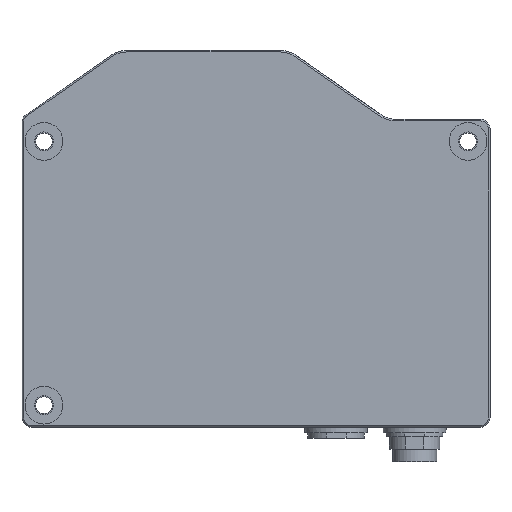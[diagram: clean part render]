
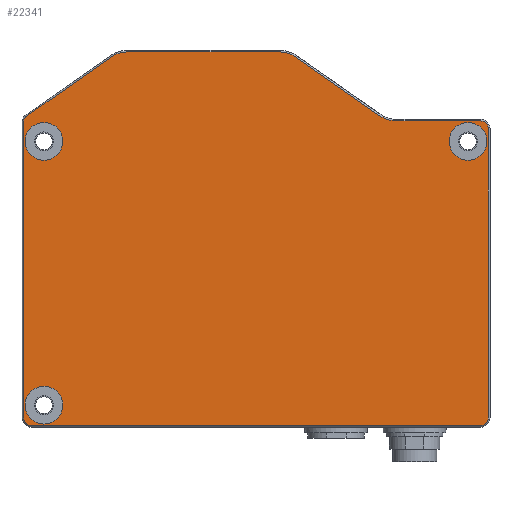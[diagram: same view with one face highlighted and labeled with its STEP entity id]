
A CAD part, left-side view. The second image highlights one B-rep face of the part: STEP entity #22341.
In plain terms, the highlighted planar face has unit normal (-1, 0, 0).
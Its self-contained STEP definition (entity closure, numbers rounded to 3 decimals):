
#2379=DIRECTION('',(0.,-1.,0.));
#2380=VECTOR('',#2379,26.627);
#2381=CARTESIAN_POINT('',(-17.25,-63.373,6.5));
#2382=LINE('',#2381,#2380);
#2400=DIRECTION('',(0.,0.,-1.));
#2401=VECTOR('',#2400,92.);
#2402=CARTESIAN_POINT('',(-17.25,-92.5,4.));
#2403=LINE('',#2402,#2401);
#2425=DIRECTION('',(0.,1.,0.));
#2426=VECTOR('',#2425,143.);
#2427=CARTESIAN_POINT('',(-17.25,-90.,-90.5));
#2428=LINE('',#2427,#2426);
#2709=DIRECTION('',(0.,0.,1.));
#2710=VECTOR('',#2709,94.015);
#2711=CARTESIAN_POINT('',(-17.25,55.5,-88.));
#2712=LINE('',#2711,#2710);
#2743=DIRECTION('',(0.,-1.,0.));
#2744=VECTOR('',#2743,48.348);
#2745=CARTESIAN_POINT('',(-17.25,22.402,28.5));
#2746=LINE('',#2745,#2744);
#2781=DIRECTION('',(0.,0.819,0.574));
#2782=VECTOR('',#2781,32.349);
#2783=CARTESIAN_POINT('',(-17.25,-57.623,8.313));
#2784=LINE('',#2783,#2782);
#2785=CARTESIAN_POINT('',(-17.25,-63.373,16.525));
#2786=DIRECTION('',(1.,0.,0.));
#2787=DIRECTION('',(0.,0.,-1.));
#2788=AXIS2_PLACEMENT_3D('',#2785,#2786,#2787);
#2790=CARTESIAN_POINT('',(-17.25,-90.,4.));
#2791=DIRECTION('',(-1.,0.,0.));
#2792=DIRECTION('',(0.,-1.,0.));
#2793=AXIS2_PLACEMENT_3D('',#2790,#2791,#2792);
#2795=CARTESIAN_POINT('',(-17.25,-90.,-88.));
#2796=DIRECTION('',(-1.,0.,0.));
#2797=DIRECTION('',(0.,0.,-1.));
#2798=AXIS2_PLACEMENT_3D('',#2795,#2796,#2797);
#2800=CARTESIAN_POINT('',(-17.25,53.,-88.));
#2801=DIRECTION('',(-1.,0.,0.));
#2802=DIRECTION('',(0.,1.,0.));
#2803=AXIS2_PLACEMENT_3D('',#2800,#2801,#2802);
#2805=CARTESIAN_POINT('',(-17.25,53.,6.015));
#2806=DIRECTION('',(-1.,0.,0.));
#2807=DIRECTION('',(0.,0.574,0.819));
#2808=AXIS2_PLACEMENT_3D('',#2805,#2806,#2807);
#2810=DIRECTION('',(0.,0.819,-0.574));
#2811=VECTOR('',#2810,32.785);
#2812=CARTESIAN_POINT('',(-17.25,27.578,26.868));
#2813=LINE('',#2812,#2811);
#2814=CARTESIAN_POINT('',(-17.25,22.402,19.475));
#2815=DIRECTION('',(-1.,0.,0.));
#2816=DIRECTION('',(0.,0.,1.));
#2817=AXIS2_PLACEMENT_3D('',#2814,#2815,#2816);
#2819=CARTESIAN_POINT('',(-17.25,-25.947,19.475));
#2820=DIRECTION('',(-1.,0.,0.));
#2821=DIRECTION('',(0.,-0.574,0.819));
#2822=AXIS2_PLACEMENT_3D('',#2819,#2820,#2821);
#2824=CARTESIAN_POINT('',(-17.25,49.,-84.));
#2825=DIRECTION('',(1.,0.,0.));
#2826=DIRECTION('',(0.,0.,-1.));
#2827=AXIS2_PLACEMENT_3D('',#2824,#2825,#2826);
#2829=CARTESIAN_POINT('',(-17.25,49.,-84.));
#2830=DIRECTION('',(1.,0.,0.));
#2831=DIRECTION('',(0.,0.,1.));
#2832=AXIS2_PLACEMENT_3D('',#2829,#2830,#2831);
#2834=CARTESIAN_POINT('',(-17.25,49.,0.));
#2835=DIRECTION('',(1.,0.,0.));
#2836=DIRECTION('',(0.,0.,-1.));
#2837=AXIS2_PLACEMENT_3D('',#2834,#2835,#2836);
#2839=CARTESIAN_POINT('',(-17.25,49.,0.));
#2840=DIRECTION('',(1.,0.,0.));
#2841=DIRECTION('',(0.,0.,1.));
#2842=AXIS2_PLACEMENT_3D('',#2839,#2840,#2841);
#2844=CARTESIAN_POINT('',(-17.25,-86.,0.));
#2845=DIRECTION('',(1.,0.,0.));
#2846=DIRECTION('',(0.,0.,-1.));
#2847=AXIS2_PLACEMENT_3D('',#2844,#2845,#2846);
#2849=CARTESIAN_POINT('',(-17.25,-86.,0.));
#2850=DIRECTION('',(1.,0.,0.));
#2851=DIRECTION('',(0.,0.,1.));
#2852=AXIS2_PLACEMENT_3D('',#2849,#2850,#2851);
#17535=CARTESIAN_POINT('',(-17.25,-92.5,4.));
#17536=CARTESIAN_POINT('',(-17.25,-90.,6.5));
#17537=VERTEX_POINT('',#17535);
#17538=VERTEX_POINT('',#17536);
#17693=CARTESIAN_POINT('',(-17.25,-92.5,-88.));
#17695=VERTEX_POINT('',#17693);
#18198=CARTESIAN_POINT('',(-17.25,49.,-90.));
#18200=VERTEX_POINT('',#18198);
#18493=CARTESIAN_POINT('',(-17.25,-90.,-90.5));
#18495=VERTEX_POINT('',#18493);
#18497=CARTESIAN_POINT('',(-17.25,22.402,28.5));
#18498=CARTESIAN_POINT('',(-17.25,-25.947,28.5));
#18499=VERTEX_POINT('',#18497);
#18500=VERTEX_POINT('',#18498);
#18689=CARTESIAN_POINT('',(-17.25,-31.123,26.868));
#18690=VERTEX_POINT('',#18689);
#18798=CARTESIAN_POINT('',(-17.25,49.,6.));
#18799=CARTESIAN_POINT('',(-17.25,49.,-6.));
#18800=VERTEX_POINT('',#18798);
#18801=VERTEX_POINT('',#18799);
#19158=CARTESIAN_POINT('',(-17.25,27.578,26.868));
#19159=VERTEX_POINT('',#19158);
#19322=CARTESIAN_POINT('',(-17.25,54.434,8.063));
#19324=VERTEX_POINT('',#19322);
#19506=CARTESIAN_POINT('',(-17.25,53.,-90.5));
#19508=VERTEX_POINT('',#19506);
#19551=CARTESIAN_POINT('',(-17.25,-63.373,6.5));
#19552=VERTEX_POINT('',#19551);
#19592=CARTESIAN_POINT('',(-17.25,-86.,6.));
#19593=CARTESIAN_POINT('',(-17.25,-86.,-6.));
#19594=VERTEX_POINT('',#19592);
#19595=VERTEX_POINT('',#19593);
#19673=CARTESIAN_POINT('',(-17.25,49.,-78.));
#19674=VERTEX_POINT('',#19673);
#19963=CARTESIAN_POINT('',(-17.25,55.5,6.015));
#19964=VERTEX_POINT('',#19963);
#20258=CARTESIAN_POINT('',(-17.25,-57.623,8.313));
#20259=VERTEX_POINT('',#20258);
#20386=CARTESIAN_POINT('',(-17.25,55.5,-88.));
#20387=VERTEX_POINT('',#20386);
#22302=CARTESIAN_POINT('',(-17.25,-25.947,19.475));
#22303=DIRECTION('',(-1.,0.,0.));
#22304=DIRECTION('',(0.,1.,0.));
#22305=AXIS2_PLACEMENT_3D('',#22302,#22303,#22304);
#22306=PLANE('',#22305);
#22307=ORIENTED_EDGE('',*,*,#22282,.F.);
#22308=ORIENTED_EDGE('',*,*,#22295,.F.);
#22309=ORIENTED_EDGE('',*,*,#21839,.T.);
#22310=ORIENTED_EDGE('',*,*,#21854,.F.);
#22311=ORIENTED_EDGE('',*,*,#21868,.T.);
#22312=ORIENTED_EDGE('',*,*,#21882,.F.);
#22313=ORIENTED_EDGE('',*,*,#21898,.T.);
#22314=ORIENTED_EDGE('',*,*,#21913,.F.);
#22315=ORIENTED_EDGE('',*,*,#22200,.T.);
#22316=ORIENTED_EDGE('',*,*,#22214,.F.);
#22317=ORIENTED_EDGE('',*,*,#22228,.F.);
#22318=ORIENTED_EDGE('',*,*,#22242,.F.);
#22319=ORIENTED_EDGE('',*,*,#22254,.T.);
#22320=ORIENTED_EDGE('',*,*,#22268,.F.);
#22321=EDGE_LOOP('',(#22307,#22308,#22309,#22310,#22311,#22312,#22313,#22314,
#22315,#22316,#22317,#22318,#22319,#22320));
#22322=FACE_OUTER_BOUND('',#22321,.F.);
#22324=ORIENTED_EDGE('',*,*,#22323,.F.);
#22326=ORIENTED_EDGE('',*,*,#22325,.F.);
#22327=EDGE_LOOP('',(#22324,#22326));
#22328=FACE_BOUND('',#22327,.F.);
#22330=ORIENTED_EDGE('',*,*,#22329,.F.);
#22332=ORIENTED_EDGE('',*,*,#22331,.F.);
#22333=EDGE_LOOP('',(#22330,#22332));
#22334=FACE_BOUND('',#22333,.F.);
#22336=ORIENTED_EDGE('',*,*,#22335,.F.);
#22338=ORIENTED_EDGE('',*,*,#22337,.F.);
#22339=EDGE_LOOP('',(#22336,#22338));
#22340=FACE_BOUND('',#22339,.F.);
#22341=ADVANCED_FACE('',(#22322,#22328,#22334,#22340),#22306,.T.);
#2789=CIRCLE('',#2788,10.025);
#2794=CIRCLE('',#2793,2.5);
#2799=CIRCLE('',#2798,2.5);
#2804=CIRCLE('',#2803,2.5);
#2809=CIRCLE('',#2808,2.5);
#2818=CIRCLE('',#2817,9.025);
#2823=CIRCLE('',#2822,9.025);
#2828=CIRCLE('',#2827,6.);
#2833=CIRCLE('',#2832,6.);
#2838=CIRCLE('',#2837,6.);
#2843=CIRCLE('',#2842,6.);
#2848=CIRCLE('',#2847,6.);
#2853=CIRCLE('',#2852,6.);
#21839=EDGE_CURVE('',#19552,#17538,#2382,.T.);
#21854=EDGE_CURVE('',#17537,#17538,#2794,.T.);
#21868=EDGE_CURVE('',#17537,#17695,#2403,.T.);
#21882=EDGE_CURVE('',#18495,#17695,#2799,.T.);
#21898=EDGE_CURVE('',#18495,#19508,#2428,.T.);
#21913=EDGE_CURVE('',#20387,#19508,#2804,.T.);
#22200=EDGE_CURVE('',#20387,#19964,#2712,.T.);
#22214=EDGE_CURVE('',#19324,#19964,#2809,.T.);
#22228=EDGE_CURVE('',#19159,#19324,#2813,.T.);
#22242=EDGE_CURVE('',#18499,#19159,#2818,.T.);
#22254=EDGE_CURVE('',#18499,#18500,#2746,.T.);
#22268=EDGE_CURVE('',#18690,#18500,#2823,.T.);
#22282=EDGE_CURVE('',#20259,#18690,#2784,.T.);
#22295=EDGE_CURVE('',#19552,#20259,#2789,.T.);
#22323=EDGE_CURVE('',#18200,#19674,#2828,.T.);
#22325=EDGE_CURVE('',#19674,#18200,#2833,.T.);
#22329=EDGE_CURVE('',#18801,#18800,#2838,.T.);
#22331=EDGE_CURVE('',#18800,#18801,#2843,.T.);
#22335=EDGE_CURVE('',#19595,#19594,#2848,.T.);
#22337=EDGE_CURVE('',#19594,#19595,#2853,.T.);
